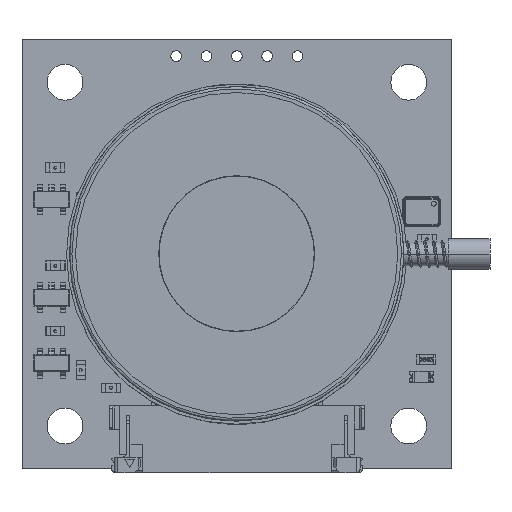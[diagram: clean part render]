
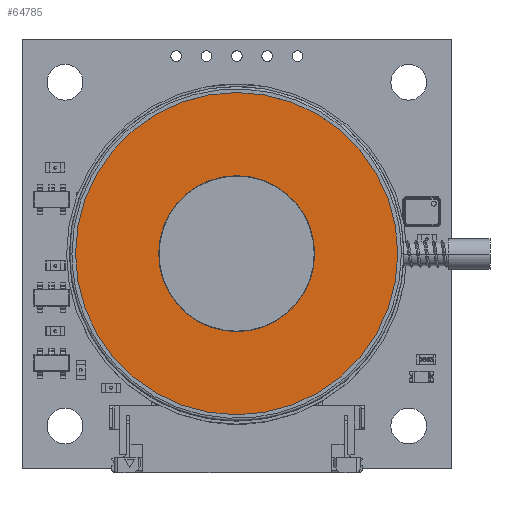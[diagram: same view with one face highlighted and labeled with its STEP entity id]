
A CAD part, top view. The second image highlights one B-rep face of the part: STEP entity #64785.
In plain terms, the highlighted face is planar.
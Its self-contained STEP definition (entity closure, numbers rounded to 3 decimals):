
#64237 = CYLINDRICAL_SURFACE('',#64238,13.5);
#64238 = AXIS2_PLACEMENT_3D('',#64239,#64240,#64241);
#64239 = CARTESIAN_POINT('',(-31.123,3.484,
    -2.323));
#64240 = DIRECTION('',(0.,0.,1.));
#64241 = DIRECTION('',(1.,0.,0.));
#64260 = VERTEX_POINT('',#64261);
#64261 = CARTESIAN_POINT('',(-17.623,3.484,
    -1.823));
#64274 = CYLINDRICAL_SURFACE('',#64275,13.5);
#64275 = AXIS2_PLACEMENT_3D('',#64276,#64277,#64278);
#64276 = CARTESIAN_POINT('',(-31.123,3.484,
    -2.323));
#64277 = DIRECTION('',(0.,0.,1.));
#64278 = DIRECTION('',(1.,0.,0.));
#64285 = EDGE_CURVE('',#64260,#64286,#64288,.T.);
#64286 = VERTEX_POINT('',#64287);
#64287 = CARTESIAN_POINT('',(-44.623,3.484,
    -1.823));
#64288 = SURFACE_CURVE('',#64289,(#64294,#64300),.PCURVE_S1.);
#64289 = CIRCLE('',#64290,13.5);
#64290 = AXIS2_PLACEMENT_3D('',#64291,#64292,#64293);
#64291 = CARTESIAN_POINT('',(-31.123,3.484,
    -1.823));
#64292 = DIRECTION('',(0.,0.,-1.));
#64293 = DIRECTION('',(1.,0.,0.));
#64294 = PCURVE('',#64237,#64295);
#64295 = DEFINITIONAL_REPRESENTATION('',(#64296),#64299);
#64296 = B_SPLINE_CURVE_WITH_KNOTS('',1,(#64297,#64298),.UNSPECIFIED.,
  .F.,.F.,(2,2),(0.,3.142),.PIECEWISE_BEZIER_KNOTS.);
#64297 = CARTESIAN_POINT('',(6.283,0.5));
#64298 = CARTESIAN_POINT('',(3.142,0.5));
#64299 = ( GEOMETRIC_REPRESENTATION_CONTEXT(2) 
PARAMETRIC_REPRESENTATION_CONTEXT() REPRESENTATION_CONTEXT('2D SPACE',''
  ) );
#64300 = PCURVE('',#64301,#64306);
#64301 = PLANE('',#64302);
#64302 = AXIS2_PLACEMENT_3D('',#64303,#64304,#64305);
#64303 = CARTESIAN_POINT('',(-31.123,3.484,
    -1.823));
#64304 = DIRECTION('',(0.,0.,-1.));
#64305 = DIRECTION('',(-1.,0.,0.));
#64306 = DEFINITIONAL_REPRESENTATION('',(#64307),#64311);
#64307 = CIRCLE('',#64308,13.5);
#64308 = AXIS2_PLACEMENT_2D('',#64309,#64310);
#64309 = CARTESIAN_POINT('',(0.,0.));
#64310 = DIRECTION('',(-1.,0.));
#64311 = ( GEOMETRIC_REPRESENTATION_CONTEXT(2) 
PARAMETRIC_REPRESENTATION_CONTEXT() REPRESENTATION_CONTEXT('2D SPACE',''
  ) );
#64347 = CYLINDRICAL_SURFACE('',#64348,6.5);
#64348 = AXIS2_PLACEMENT_3D('',#64349,#64350,#64351);
#64349 = CARTESIAN_POINT('',(-31.123,3.484,
    -3.952));
#64350 = DIRECTION('',(0.,0.,-1.));
#64351 = DIRECTION('',(-1.,0.,0.));
#64375 = VERTEX_POINT('',#64376);
#64376 = CARTESIAN_POINT('',(-37.623,3.484,
    -1.823));
#64389 = CYLINDRICAL_SURFACE('',#64390,6.5);
#64390 = AXIS2_PLACEMENT_3D('',#64391,#64392,#64393);
#64391 = CARTESIAN_POINT('',(-31.123,3.484,
    -3.952));
#64392 = DIRECTION('',(0.,0.,-1.));
#64393 = DIRECTION('',(-1.,0.,0.));
#64400 = EDGE_CURVE('',#64375,#64401,#64403,.T.);
#64401 = VERTEX_POINT('',#64402);
#64402 = CARTESIAN_POINT('',(-24.623,3.484,
    -1.823));
#64403 = SURFACE_CURVE('',#64404,(#64409,#64415),.PCURVE_S1.);
#64404 = CIRCLE('',#64405,6.5);
#64405 = AXIS2_PLACEMENT_3D('',#64406,#64407,#64408);
#64406 = CARTESIAN_POINT('',(-31.123,3.484,
    -1.823));
#64407 = DIRECTION('',(0.,0.,1.));
#64408 = DIRECTION('',(-1.,0.,0.));
#64409 = PCURVE('',#64347,#64410);
#64410 = DEFINITIONAL_REPRESENTATION('',(#64411),#64414);
#64411 = B_SPLINE_CURVE_WITH_KNOTS('',1,(#64412,#64413),.UNSPECIFIED.,
  .F.,.F.,(2,2),(0.,3.142),.PIECEWISE_BEZIER_KNOTS.);
#64412 = CARTESIAN_POINT('',(6.283,-2.129));
#64413 = CARTESIAN_POINT('',(3.142,-2.129));
#64414 = ( GEOMETRIC_REPRESENTATION_CONTEXT(2) 
PARAMETRIC_REPRESENTATION_CONTEXT() REPRESENTATION_CONTEXT('2D SPACE',''
  ) );
#64415 = PCURVE('',#64301,#64416);
#64416 = DEFINITIONAL_REPRESENTATION('',(#64417),#64425);
#64417 = ( BOUNDED_CURVE() B_SPLINE_CURVE(2,(#64418,#64419,#64420,#64421
    ,#64422,#64423,#64424),.UNSPECIFIED.,.F.,.F.) 
B_SPLINE_CURVE_WITH_KNOTS((1,2,2,2,2,1),(-2.094,0.,
    2.094,4.189,6.283,8.378),
.UNSPECIFIED.) CURVE() GEOMETRIC_REPRESENTATION_ITEM() 
RATIONAL_B_SPLINE_CURVE((1.,0.5,1.,0.5,1.,0.5,1.)) REPRESENTATION_ITEM(
  '') );
#64418 = CARTESIAN_POINT('',(6.5,0.));
#64419 = CARTESIAN_POINT('',(6.5,-11.258));
#64420 = CARTESIAN_POINT('',(-3.25,-5.629));
#64421 = CARTESIAN_POINT('',(-13.,0.));
#64422 = CARTESIAN_POINT('',(-3.25,5.629));
#64423 = CARTESIAN_POINT('',(6.5,11.258));
#64424 = CARTESIAN_POINT('',(6.5,0.));
#64425 = ( GEOMETRIC_REPRESENTATION_CONTEXT(2) 
PARAMETRIC_REPRESENTATION_CONTEXT() REPRESENTATION_CONTEXT('2D SPACE',''
  ) );
#64763 = EDGE_CURVE('',#64286,#64260,#64764,.T.);
#64764 = SURFACE_CURVE('',#64765,(#64770,#64776),.PCURVE_S1.);
#64765 = CIRCLE('',#64766,13.5);
#64766 = AXIS2_PLACEMENT_3D('',#64767,#64768,#64769);
#64767 = CARTESIAN_POINT('',(-31.123,3.484,
    -1.823));
#64768 = DIRECTION('',(0.,0.,-1.));
#64769 = DIRECTION('',(1.,0.,0.));
#64770 = PCURVE('',#64274,#64771);
#64771 = DEFINITIONAL_REPRESENTATION('',(#64772),#64775);
#64772 = B_SPLINE_CURVE_WITH_KNOTS('',1,(#64773,#64774),.UNSPECIFIED.,
  .F.,.F.,(2,2),(3.142,6.283),.PIECEWISE_BEZIER_KNOTS.);
#64773 = CARTESIAN_POINT('',(3.142,0.5));
#64774 = CARTESIAN_POINT('',(0.,0.5));
#64775 = ( GEOMETRIC_REPRESENTATION_CONTEXT(2) 
PARAMETRIC_REPRESENTATION_CONTEXT() REPRESENTATION_CONTEXT('2D SPACE',''
  ) );
#64776 = PCURVE('',#64301,#64777);
#64777 = DEFINITIONAL_REPRESENTATION('',(#64778),#64782);
#64778 = CIRCLE('',#64779,13.5);
#64779 = AXIS2_PLACEMENT_2D('',#64780,#64781);
#64780 = CARTESIAN_POINT('',(0.,0.));
#64781 = DIRECTION('',(-1.,0.));
#64782 = ( GEOMETRIC_REPRESENTATION_CONTEXT(2) 
PARAMETRIC_REPRESENTATION_CONTEXT() REPRESENTATION_CONTEXT('2D SPACE',''
  ) );
#64785 = ADVANCED_FACE('',(#64786,#64790),#64301,.T.);
#64786 = FACE_BOUND('',#64787,.T.);
#64787 = EDGE_LOOP('',(#64788,#64789));
#64788 = ORIENTED_EDGE('',*,*,#64285,.T.);
#64789 = ORIENTED_EDGE('',*,*,#64763,.T.);
#64790 = FACE_BOUND('',#64791,.T.);
#64791 = EDGE_LOOP('',(#64792,#64793));
#64792 = ORIENTED_EDGE('',*,*,#64400,.T.);
#64793 = ORIENTED_EDGE('',*,*,#64794,.T.);
#64794 = EDGE_CURVE('',#64401,#64375,#64795,.T.);
#64795 = SURFACE_CURVE('',#64796,(#64801,#64812),.PCURVE_S1.);
#64796 = CIRCLE('',#64797,6.5);
#64797 = AXIS2_PLACEMENT_3D('',#64798,#64799,#64800);
#64798 = CARTESIAN_POINT('',(-31.123,3.484,
    -1.823));
#64799 = DIRECTION('',(0.,0.,1.));
#64800 = DIRECTION('',(-1.,0.,0.));
#64801 = PCURVE('',#64301,#64802);
#64802 = DEFINITIONAL_REPRESENTATION('',(#64803),#64811);
#64803 = ( BOUNDED_CURVE() B_SPLINE_CURVE(2,(#64804,#64805,#64806,#64807
    ,#64808,#64809,#64810),.UNSPECIFIED.,.F.,.F.) 
B_SPLINE_CURVE_WITH_KNOTS((1,2,2,2,2,1),(-2.094,0.,
    2.094,4.189,6.283,8.378),
.UNSPECIFIED.) CURVE() GEOMETRIC_REPRESENTATION_ITEM() 
RATIONAL_B_SPLINE_CURVE((1.,0.5,1.,0.5,1.,0.5,1.)) REPRESENTATION_ITEM(
  '') );
#64804 = CARTESIAN_POINT('',(6.5,0.));
#64805 = CARTESIAN_POINT('',(6.5,-11.258));
#64806 = CARTESIAN_POINT('',(-3.25,-5.629));
#64807 = CARTESIAN_POINT('',(-13.,0.));
#64808 = CARTESIAN_POINT('',(-3.25,5.629));
#64809 = CARTESIAN_POINT('',(6.5,11.258));
#64810 = CARTESIAN_POINT('',(6.5,0.));
#64811 = ( GEOMETRIC_REPRESENTATION_CONTEXT(2) 
PARAMETRIC_REPRESENTATION_CONTEXT() REPRESENTATION_CONTEXT('2D SPACE',''
  ) );
#64812 = PCURVE('',#64389,#64813);
#64813 = DEFINITIONAL_REPRESENTATION('',(#64814),#64817);
#64814 = B_SPLINE_CURVE_WITH_KNOTS('',1,(#64815,#64816),.UNSPECIFIED.,
  .F.,.F.,(2,2),(3.142,6.283),.PIECEWISE_BEZIER_KNOTS.);
#64815 = CARTESIAN_POINT('',(3.142,-2.129));
#64816 = CARTESIAN_POINT('',(0.,-2.129));
#64817 = ( GEOMETRIC_REPRESENTATION_CONTEXT(2) 
PARAMETRIC_REPRESENTATION_CONTEXT() REPRESENTATION_CONTEXT('2D SPACE',''
  ) );
